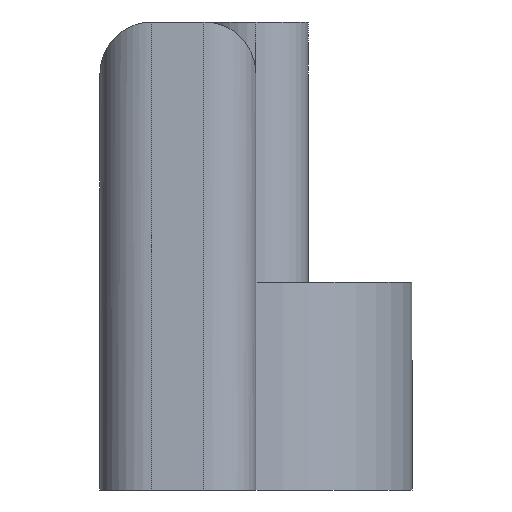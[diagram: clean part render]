
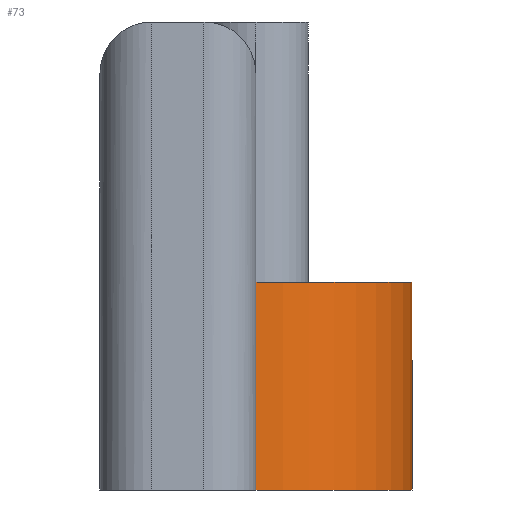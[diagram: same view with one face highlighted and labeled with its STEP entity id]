
A CAD part, left-side view. The second image highlights one B-rep face of the part: STEP entity #73.
In plain terms, the highlighted cylindrical face has radius 3 mm (diameter 6 mm), a partial arc.
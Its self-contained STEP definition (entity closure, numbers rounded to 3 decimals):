
#23 = EDGE_CURVE ( 'NONE', #149, #55, #595, .T. ) ;
#33 = VERTEX_POINT ( 'NONE', #171 ) ;
#46 = DIRECTION ( 'NONE',  ( 0., 0., 1. ) ) ;
#55 = VERTEX_POINT ( 'NONE', #63 ) ;
#62 = CIRCLE ( 'NONE', #634, 3. ) ;
#63 = CARTESIAN_POINT ( 'NONE',  ( 12., 0., 4. ) ) ;
#73 = ADVANCED_FACE ( 'NONE', ( #652 ), #183, .T. ) ;
#128 = CARTESIAN_POINT ( 'NONE',  ( 12., 0., -8.485 ) ) ;
#149 = VERTEX_POINT ( 'NONE', #214 ) ;
#171 = CARTESIAN_POINT ( 'NONE',  ( 18., 0., 0. ) ) ;
#183 = CYLINDRICAL_SURFACE ( 'NONE', #195, 3. ) ;
#193 = CIRCLE ( 'NONE', #274, 3. ) ;
#195 = AXIS2_PLACEMENT_3D ( 'NONE', #410, #311, #559 ) ;
#208 = EDGE_CURVE ( 'NONE', #33, #149, #193, .T. ) ;
#214 = CARTESIAN_POINT ( 'NONE',  ( 12., 0., 0. ) ) ;
#229 = ORIENTED_EDGE ( 'NONE', *, *, #350, .F. ) ;
#259 = ORIENTED_EDGE ( 'NONE', *, *, #23, .F. ) ;
#264 = ORIENTED_EDGE ( 'NONE', *, *, #208, .F. ) ;
#274 = AXIS2_PLACEMENT_3D ( 'NONE', #354, #349, #458 ) ;
#300 = CARTESIAN_POINT ( 'NONE',  ( 18., 0., 4. ) ) ;
#304 = EDGE_LOOP ( 'NONE', ( #264, #487, #229, #259 ) ) ;
#311 = DIRECTION ( 'NONE',  ( 0., 0., 1. ) ) ;
#349 = DIRECTION ( 'NONE',  ( 0., 0., -1. ) ) ;
#350 = EDGE_CURVE ( 'NONE', #55, #531, #62, .T. ) ;
#354 = CARTESIAN_POINT ( 'NONE',  ( 15., 0., 0. ) ) ;
#363 = CARTESIAN_POINT ( 'NONE',  ( 15., 0., 4. ) ) ;
#365 = EDGE_CURVE ( 'NONE', #33, #531, #572, .T. ) ;
#410 = CARTESIAN_POINT ( 'NONE',  ( 15., 0., -8.485 ) ) ;
#458 = DIRECTION ( 'NONE',  ( 1., 0., 0. ) ) ;
#484 = DIRECTION ( 'NONE',  ( 1., 0., 0. ) ) ;
#487 = ORIENTED_EDGE ( 'NONE', *, *, #365, .T. ) ;
#496 = VECTOR ( 'NONE', #46, 1000. ) ;
#525 = VECTOR ( 'NONE', #586, 1000. ) ;
#531 = VERTEX_POINT ( 'NONE', #300 ) ;
#559 = DIRECTION ( 'NONE',  ( 1., 0., 0. ) ) ;
#566 = CARTESIAN_POINT ( 'NONE',  ( 18., 0., -8.485 ) ) ;
#572 = LINE ( 'NONE', #566, #496 ) ;
#586 = DIRECTION ( 'NONE',  ( 0., 0., 1. ) ) ;
#595 = LINE ( 'NONE', #128, #525 ) ;
#625 = DIRECTION ( 'NONE',  ( 0., 0., 1. ) ) ;
#634 = AXIS2_PLACEMENT_3D ( 'NONE', #363, #625, #484 ) ;
#652 = FACE_OUTER_BOUND ( 'NONE', #304, .T. ) ;
